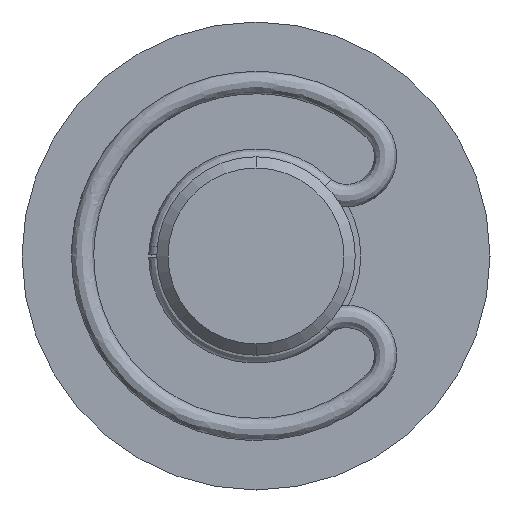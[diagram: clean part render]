
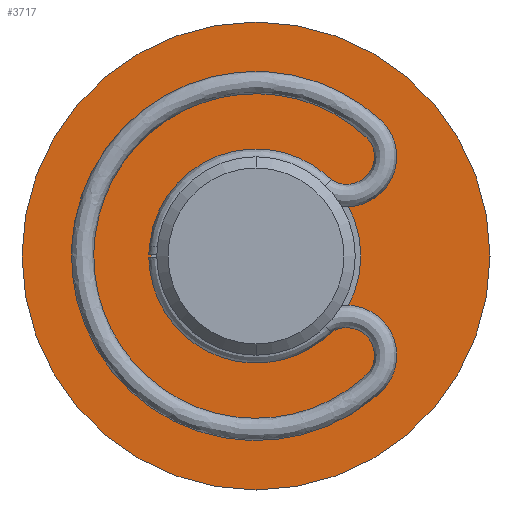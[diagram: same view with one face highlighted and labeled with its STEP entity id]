
A CAD part, front view. The second image highlights one B-rep face of the part: STEP entity #3717.
In plain terms, the highlighted planar face has unit normal (0, -1, 0).
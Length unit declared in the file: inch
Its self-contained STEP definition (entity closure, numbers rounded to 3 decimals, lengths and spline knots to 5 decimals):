
#168 = EDGE_CURVE ( 'NONE', #909, #1104, #2287, .T. ) ;
#345 = VERTEX_POINT ( 'NONE', #1264 ) ;
#407 = ORIENTED_EDGE ( 'NONE', *, *, #2045, .F. ) ;
#414 = ORIENTED_EDGE ( 'NONE', *, *, #168, .T. ) ;
#432 = EDGE_CURVE ( 'NONE', #345, #866, #1846, .T. ) ;
#446 = ORIENTED_EDGE ( 'NONE', *, *, #1139, .T. ) ;
#449 = ORIENTED_EDGE ( 'NONE', *, *, #432, .F. ) ;
#475 = CIRCLE ( 'NONE', #1585, 0.625 ) ;
#485 = CIRCLE ( 'NONE', #2426, 0.28 ) ;
#499 = EDGE_LOOP ( 'NONE', ( #407, #449 ) ) ;
#866 = VERTEX_POINT ( 'NONE', #1209 ) ;
#909 = VERTEX_POINT ( 'NONE', #2557 ) ;
#1069 = DIRECTION ( 'NONE',  ( 0., 1., 0. ) ) ;
#1104 = VERTEX_POINT ( 'NONE', #2475 ) ;
#1139 = EDGE_CURVE ( 'NONE', #1104, #909, #475, .T. ) ;
#1209 = CARTESIAN_POINT ( 'NONE',  ( 0., -2.625, -0.28 ) ) ;
#1264 = CARTESIAN_POINT ( 'NONE',  ( 0., -2.625, 0.28 ) ) ;
#1361 = CARTESIAN_POINT ( 'NONE',  ( 0., -2.625, 0. ) ) ;
#1362 = CARTESIAN_POINT ( 'NONE',  ( 0.625, -2.625, 0. ) ) ;
#1444 = DIRECTION ( 'NONE',  ( 0., -1., 0. ) ) ;
#1585 = AXIS2_PLACEMENT_3D ( 'NONE', #3362, #1682, #3665 ) ;
#1663 = DIRECTION ( 'NONE',  ( 0., 0., -1. ) ) ;
#1664 = PLANE ( 'NONE',  #3051 ) ;
#1682 = DIRECTION ( 'NONE',  ( 0., -1., 0. ) ) ;
#1846 = CIRCLE ( 'NONE', #2010, 0.28 ) ;
#1916 = FACE_OUTER_BOUND ( 'NONE', #3516, .T. ) ;
#1945 = DIRECTION ( 'NONE',  ( 0., 0., 1. ) ) ;
#2010 = AXIS2_PLACEMENT_3D ( 'NONE', #1361, #3340, #1663 ) ;
#2045 = EDGE_CURVE ( 'NONE', #866, #345, #485, .T. ) ;
#2062 = FACE_BOUND ( 'NONE', #499, .T. ) ;
#2287 = CIRCLE ( 'NONE', #3187, 0.625 ) ;
#2426 = AXIS2_PLACEMENT_3D ( 'NONE', #3115, #1444, #3417 ) ;
#2475 = CARTESIAN_POINT ( 'NONE',  ( 0., -2.625, 0.625 ) ) ;
#2557 = CARTESIAN_POINT ( 'NONE',  ( 0., -2.625, -0.625 ) ) ;
#3051 = AXIS2_PLACEMENT_3D ( 'NONE', #1362, #1069, #1945 ) ;
#3077 = CARTESIAN_POINT ( 'NONE',  ( 0., -2.625, 0. ) ) ;
#3115 = CARTESIAN_POINT ( 'NONE',  ( 0., -2.625, 0. ) ) ;
#3187 = AXIS2_PLACEMENT_3D ( 'NONE', #3077, #3380, #3686 ) ;
#3340 = DIRECTION ( 'NONE',  ( 0., -1., 0. ) ) ;
#3362 = CARTESIAN_POINT ( 'NONE',  ( 0., -2.625, 0. ) ) ;
#3380 = DIRECTION ( 'NONE',  ( 0., -1., 0. ) ) ;
#3417 = DIRECTION ( 'NONE',  ( 0., 0., -1. ) ) ;
#3516 = EDGE_LOOP ( 'NONE', ( #414, #446 ) ) ;
#3665 = DIRECTION ( 'NONE',  ( 0., 0., -1. ) ) ;
#3686 = DIRECTION ( 'NONE',  ( 0., 0., -1. ) ) ;
#3717 = ADVANCED_FACE ( 'NONE', ( #2062, #1916 ), #1664, .F. ) ;
